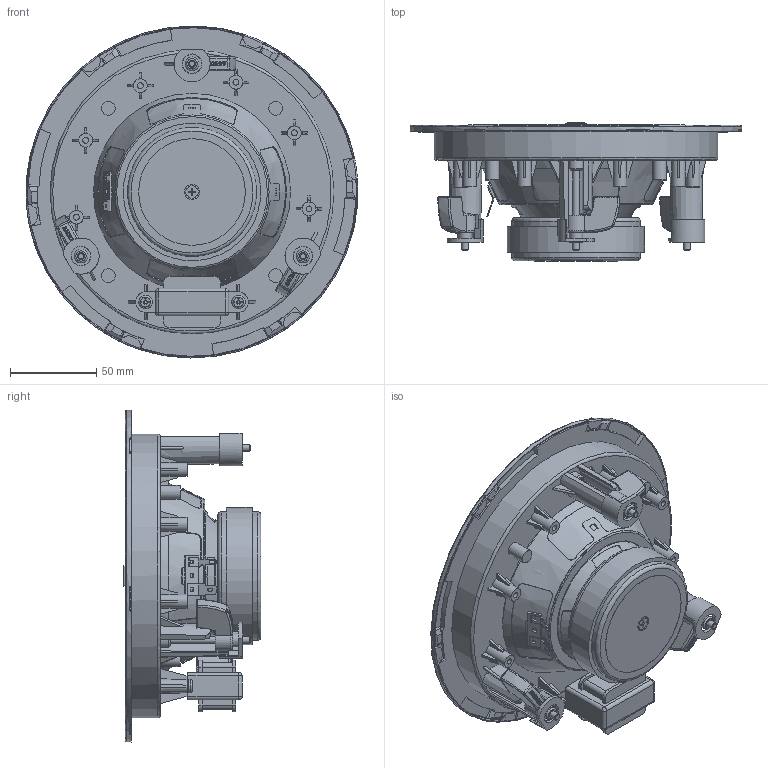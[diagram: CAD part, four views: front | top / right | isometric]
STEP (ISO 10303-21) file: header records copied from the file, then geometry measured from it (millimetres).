
FILE_DESCRIPTION(/* description */ (''),/* implementation_level */ '2;1');
FILE_NAME(/* name */ 'AUDAC-CIRA5.stp',/* time_stamp */ '2021-02-25T15:43:41+01:00',/* author */ ('kamiel'),/* organization */ (''),/* preprocessor_version */ 'ST-DEVELOPER v18.1',/* originating_system */ 'Autodesk Inventor 2021',/* authorisation */ '');
FILE_SCHEMA (('AUTOMOTIVE_DESIGN { 1 0 10303 214 3 1 1 }'));
Products named in the file (1): AUDAC-CIRA5
Bounding box: 192.9 x 80.2 x 192.99 mm (x, y, z)
Volume: 879744.1 mm3; surface area: 155617.4 mm2
Topology: 1 solids, 23 shells, 1760 faces, 4838 edges, 3182 vertices
Faces by surface type: plane 892, cylinder 430, bspline 276, cone 123, torus 35, sphere 4
Full cylindrical faces by diameter (mm): 1.5 x6, 1.8 x6, 3.4 x61, 3.571 x3, 4 x7, 4.5 x4, 7.8 x2, 8 x13, 8.433 x1, 8.5 x3, 9 x3, 11.5 x3, 16.933 x1, 20.933 x1, 25.5 x1, 25.76 x1, 62 x1, 75 x2, 80 x1, 165 x1, 174.735 x1, 191.8 x1, 193 x1
Entity records: 102608 total; most frequent: CARTESIAN_POINT 57868, ORIENTED_EDGE 9658, DIRECTION 8002, EDGE_CURVE 4829, VERTEX_POINT 3182, AXIS2_PLACEMENT_3D 2862, LINE 2278, VECTOR 2278
